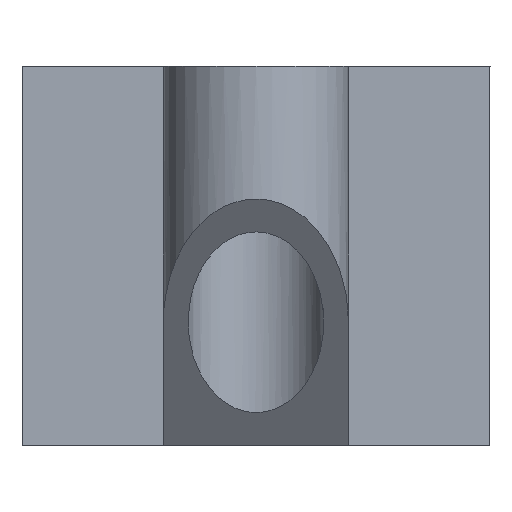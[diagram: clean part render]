
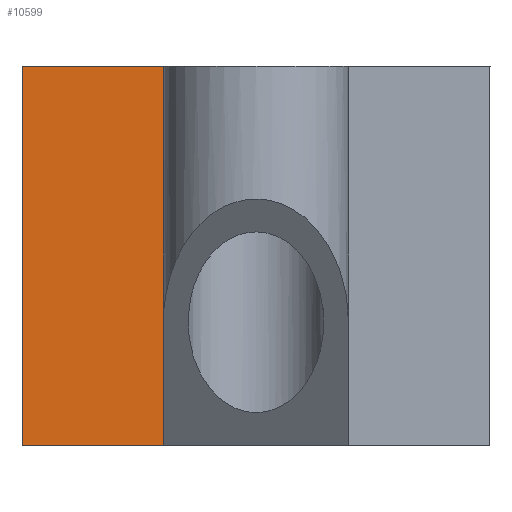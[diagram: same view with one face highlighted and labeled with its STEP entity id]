
A CAD part, left-side view. The second image highlights one B-rep face of the part: STEP entity #10599.
In plain terms, the highlighted planar face has unit normal (-1, 0, 0).
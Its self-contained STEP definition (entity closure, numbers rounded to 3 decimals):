
#396 = PLANE('',#397);
#397 = AXIS2_PLACEMENT_3D('',#398,#399,#400);
#398 = CARTESIAN_POINT('',(20.2,15.,-20.2));
#399 = DIRECTION('',(0.,1.,0.));
#400 = DIRECTION('',(-1.,0.,0.));
#556 = PLANE('',#557);
#557 = AXIS2_PLACEMENT_3D('',#558,#559,#560);
#558 = CARTESIAN_POINT('',(0.,0.,-24.3));
#559 = DIRECTION('',(0.,0.,-1.));
#560 = DIRECTION('',(-1.,0.,0.));
#806 = PLANE('',#807);
#807 = AXIS2_PLACEMENT_3D('',#808,#809,#810);
#808 = CARTESIAN_POINT('',(-32.079,-15.,0.));
#809 = DIRECTION('',(0.,0.,1.));
#810 = DIRECTION('',(1.,0.,0.));
#5884 = VERTEX_POINT('',#5885);
#5885 = CARTESIAN_POINT('',(-20.2,15.,-24.3));
#5906 = EDGE_CURVE('',#5907,#5884,#5909,.T.);
#5907 = VERTEX_POINT('',#5908);
#5908 = CARTESIAN_POINT('',(-20.2,15.,0.));
#5909 = SURFACE_CURVE('',#5910,(#5914,#5921),.PCURVE_S1.);
#5910 = LINE('',#5911,#5912);
#5911 = CARTESIAN_POINT('',(-20.2,15.,24.3));
#5912 = VECTOR('',#5913,1.);
#5913 = DIRECTION('',(0.,0.,-1.));
#5914 = PCURVE('',#396,#5915);
#5915 = DEFINITIONAL_REPRESENTATION('',(#5916),#5920);
#5916 = LINE('',#5917,#5918);
#5917 = CARTESIAN_POINT('',(40.4,44.5));
#5918 = VECTOR('',#5919,1.);
#5919 = DIRECTION('',(0.,-1.));
#5920 = ( GEOMETRIC_REPRESENTATION_CONTEXT(2) 
PARAMETRIC_REPRESENTATION_CONTEXT() REPRESENTATION_CONTEXT('2D SPACE',''
  ) );
#5921 = PCURVE('',#5922,#5927);
#5922 = PLANE('',#5923);
#5923 = AXIS2_PLACEMENT_3D('',#5924,#5925,#5926);
#5924 = CARTESIAN_POINT('',(-20.2,-15.,-20.2));
#5925 = DIRECTION('',(1.,0.,0.));
#5926 = DIRECTION('',(0.,1.,0.));
#5927 = DEFINITIONAL_REPRESENTATION('',(#5928),#5932);
#5928 = LINE('',#5929,#5930);
#5929 = CARTESIAN_POINT('',(30.,44.5));
#5930 = VECTOR('',#5931,1.);
#5931 = DIRECTION('',(0.,-1.));
#5932 = ( GEOMETRIC_REPRESENTATION_CONTEXT(2) 
PARAMETRIC_REPRESENTATION_CONTEXT() REPRESENTATION_CONTEXT('2D SPACE',''
  ) );
#6146 = VERTEX_POINT('',#6147);
#6147 = CARTESIAN_POINT('',(-20.2,5.934,-24.3));
#6173 = EDGE_CURVE('',#6146,#5884,#6174,.T.);
#6174 = SURFACE_CURVE('',#6175,(#6179,#6186),.PCURVE_S1.);
#6175 = LINE('',#6176,#6177);
#6176 = CARTESIAN_POINT('',(-20.2,0.,-24.3));
#6177 = VECTOR('',#6178,1.);
#6178 = DIRECTION('',(0.,1.,0.));
#6179 = PCURVE('',#556,#6180);
#6180 = DEFINITIONAL_REPRESENTATION('',(#6181),#6185);
#6181 = LINE('',#6182,#6183);
#6182 = CARTESIAN_POINT('',(20.2,0.));
#6183 = VECTOR('',#6184,1.);
#6184 = DIRECTION('',(0.,1.));
#6185 = ( GEOMETRIC_REPRESENTATION_CONTEXT(2) 
PARAMETRIC_REPRESENTATION_CONTEXT() REPRESENTATION_CONTEXT('2D SPACE',''
  ) );
#6186 = PCURVE('',#5922,#6187);
#6187 = DEFINITIONAL_REPRESENTATION('',(#6188),#6192);
#6188 = LINE('',#6189,#6190);
#6189 = CARTESIAN_POINT('',(15.,-4.1));
#6190 = VECTOR('',#6191,1.);
#6191 = DIRECTION('',(1.,0.));
#6192 = ( GEOMETRIC_REPRESENTATION_CONTEXT(2) 
PARAMETRIC_REPRESENTATION_CONTEXT() REPRESENTATION_CONTEXT('2D SPACE',''
  ) );
#7486 = EDGE_CURVE('',#5907,#7487,#7489,.T.);
#7487 = VERTEX_POINT('',#7488);
#7488 = CARTESIAN_POINT('',(-20.2,5.934,0.));
#7489 = SURFACE_CURVE('',#7490,(#7494,#7500),.PCURVE_S1.);
#7490 = LINE('',#7491,#7492);
#7491 = CARTESIAN_POINT('',(-20.2,-15.,0.));
#7492 = VECTOR('',#7493,1.);
#7493 = DIRECTION('',(0.,-1.,0.));
#7494 = PCURVE('',#806,#7495);
#7495 = DEFINITIONAL_REPRESENTATION('',(#7496),#7499);
#7496 = B_SPLINE_CURVE_WITH_KNOTS('',1,(#7497,#7498),.UNSPECIFIED.,.F.,
  .F.,(2,2),(-30.,-20.934),.PIECEWISE_BEZIER_KNOTS.);
#7497 = CARTESIAN_POINT('',(11.879,30.));
#7498 = CARTESIAN_POINT('',(11.879,20.934));
#7499 = ( GEOMETRIC_REPRESENTATION_CONTEXT(2) 
PARAMETRIC_REPRESENTATION_CONTEXT() REPRESENTATION_CONTEXT('2D SPACE',''
  ) );
#7500 = PCURVE('',#5922,#7501);
#7501 = DEFINITIONAL_REPRESENTATION('',(#7502),#7505);
#7502 = B_SPLINE_CURVE_WITH_KNOTS('',1,(#7503,#7504),.UNSPECIFIED.,.F.,
  .F.,(2,2),(-30.,-20.934),.PIECEWISE_BEZIER_KNOTS.);
#7503 = CARTESIAN_POINT('',(30.,20.2));
#7504 = CARTESIAN_POINT('',(20.934,20.2));
#7505 = ( GEOMETRIC_REPRESENTATION_CONTEXT(2) 
PARAMETRIC_REPRESENTATION_CONTEXT() REPRESENTATION_CONTEXT('2D SPACE',''
  ) );
#7520 = PLANE('',#7521);
#7521 = AXIS2_PLACEMENT_3D('',#7522,#7523,#7524);
#7522 = CARTESIAN_POINT('',(-26.144,5.934,-8.5));
#7523 = DIRECTION('',(-0.,1.,0.));
#7524 = DIRECTION('',(0.,0.,-1.));
#10599 = ADVANCED_FACE('',(#10600),#5922,.F.);
#10600 = FACE_BOUND('',#10601,.F.);
#10601 = EDGE_LOOP('',(#10602,#10603,#10604,#10625));
#10602 = ORIENTED_EDGE('',*,*,#5906,.F.);
#10603 = ORIENTED_EDGE('',*,*,#7486,.T.);
#10604 = ORIENTED_EDGE('',*,*,#10605,.F.);
#10605 = EDGE_CURVE('',#6146,#7487,#10606,.T.);
#10606 = SURFACE_CURVE('',#10607,(#10611,#10618),.PCURVE_S1.);
#10607 = LINE('',#10608,#10609);
#10608 = CARTESIAN_POINT('',(-20.2,5.934,-24.3));
#10609 = VECTOR('',#10610,1.);
#10610 = DIRECTION('',(0.,0.,1.));
#10611 = PCURVE('',#5922,#10612);
#10612 = DEFINITIONAL_REPRESENTATION('',(#10613),#10617);
#10613 = LINE('',#10614,#10615);
#10614 = CARTESIAN_POINT('',(20.934,-4.1));
#10615 = VECTOR('',#10616,1.);
#10616 = DIRECTION('',(0.,1.));
#10617 = ( GEOMETRIC_REPRESENTATION_CONTEXT(2) 
PARAMETRIC_REPRESENTATION_CONTEXT() REPRESENTATION_CONTEXT('2D SPACE',''
  ) );
#10618 = PCURVE('',#7520,#10619);
#10619 = DEFINITIONAL_REPRESENTATION('',(#10620),#10624);
#10620 = LINE('',#10621,#10622);
#10621 = CARTESIAN_POINT('',(15.8,-5.944));
#10622 = VECTOR('',#10623,1.);
#10623 = DIRECTION('',(-1.,0.));
#10624 = ( GEOMETRIC_REPRESENTATION_CONTEXT(2) 
PARAMETRIC_REPRESENTATION_CONTEXT() REPRESENTATION_CONTEXT('2D SPACE',''
  ) );
#10625 = ORIENTED_EDGE('',*,*,#6173,.T.);
